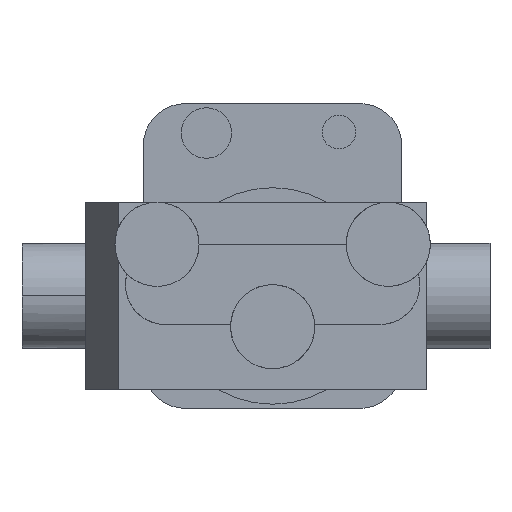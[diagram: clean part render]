
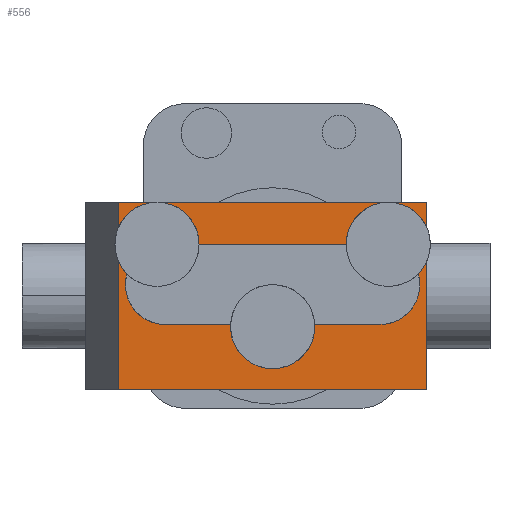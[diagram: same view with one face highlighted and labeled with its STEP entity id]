
A CAD part, front view. The second image highlights one B-rep face of the part: STEP entity #556.
In plain terms, the highlighted planar face has unit normal (0, -1, 0).
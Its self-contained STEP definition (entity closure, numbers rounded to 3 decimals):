
#49 = CARTESIAN_POINT ( 'NONE',  ( 25.5, 0., 15.5 ) ) ;
#81 = ORIENTED_EDGE ( 'NONE', *, *, #995, .F. ) ;
#117 = DIRECTION ( 'NONE',  ( 0., 0., 1. ) ) ;
#135 = DIRECTION ( 'NONE',  ( 0., 1., 0. ) ) ;
#230 = CARTESIAN_POINT ( 'NONE',  ( -25.5, 0., 34.5 ) ) ;
#234 = DIRECTION ( 'NONE',  ( 1., 0., 0. ) ) ;
#238 = CARTESIAN_POINT ( 'NONE',  ( -36.7, 0., -14.4 ) ) ;
#244 = ORIENTED_EDGE ( 'NONE', *, *, #1359, .F. ) ;
#258 = EDGE_CURVE ( 'NONE', #1521, #2227, #2565, .T. ) ;
#296 = AXIS2_PLACEMENT_3D ( 'NONE', #321, #1621, #566 ) ;
#316 = DIRECTION ( 'NONE',  ( 0., 0., -1. ) ) ;
#321 = CARTESIAN_POINT ( 'NONE',  ( 25.5, 0., 25. ) ) ;
#391 = VECTOR ( 'NONE', #234, 1000. ) ;
#442 = CARTESIAN_POINT ( 'NONE',  ( 36.7, 0., 0. ) ) ;
#444 = CARTESIAN_POINT ( 'NONE',  ( -25.5, 0., 25. ) ) ;
#449 = DIRECTION ( 'NONE',  ( 1., 0., 0. ) ) ;
#458 = LINE ( 'NONE', #2273, #391 ) ;
#556 = ADVANCED_FACE ( 'NONE', ( #1418, #869 ), #1262, .F. ) ;
#566 = DIRECTION ( 'NONE',  ( 0., 0., -1. ) ) ;
#649 = DIRECTION ( 'NONE',  ( 0., 0., -1. ) ) ;
#650 = CARTESIAN_POINT ( 'NONE',  ( -36.7, 0., 0. ) ) ;
#679 = VECTOR ( 'NONE', #449, 1000. ) ;
#721 = AXIS2_PLACEMENT_3D ( 'NONE', #1566, #135, #117 ) ;
#736 = CARTESIAN_POINT ( 'NONE',  ( 36.7, 0., 44.6 ) ) ;
#738 = LINE ( 'NONE', #49, #679 ) ;
#865 = VECTOR ( 'NONE', #1656, 1000. ) ;
#869 = FACE_BOUND ( 'NONE', #2494, .T. ) ;
#879 = ORIENTED_EDGE ( 'NONE', *, *, #1237, .F. ) ;
#900 = VERTEX_POINT ( 'NONE', #1005 ) ;
#907 = ORIENTED_EDGE ( 'NONE', *, *, #2600, .F. ) ;
#908 = EDGE_LOOP ( 'NONE', ( #81, #1286, #2316, #244 ) ) ;
#950 = CARTESIAN_POINT ( 'NONE',  ( -25.5, 0., 15.5 ) ) ;
#957 = VERTEX_POINT ( 'NONE', #2137 ) ;
#975 = VECTOR ( 'NONE', #1405, 1000. ) ;
#988 = DIRECTION ( 'NONE',  ( -1., 0., 0. ) ) ;
#995 = EDGE_CURVE ( 'NONE', #2073, #900, #458, .T. ) ;
#1005 = CARTESIAN_POINT ( 'NONE',  ( 36.7, 0., 44.6 ) ) ;
#1170 = CARTESIAN_POINT ( 'NONE',  ( -36.7, 0., 44.6 ) ) ;
#1192 = VECTOR ( 'NONE', #316, 1000. ) ;
#1237 = EDGE_CURVE ( 'NONE', #957, #2192, #1446, .T. ) ;
#1254 = LINE ( 'NONE', #736, #1192 ) ;
#1257 = LINE ( 'NONE', #2176, #2245 ) ;
#1262 = PLANE ( 'NONE',  #721 ) ;
#1286 = ORIENTED_EDGE ( 'NONE', *, *, #2547, .F. ) ;
#1293 = AXIS2_PLACEMENT_3D ( 'NONE', #444, #1871, #649 ) ;
#1314 = CIRCLE ( 'NONE', #1293, 9.5 ) ;
#1359 = EDGE_CURVE ( 'NONE', #900, #2227, #1254, .T. ) ;
#1383 = ORIENTED_EDGE ( 'NONE', *, *, #1770, .F. ) ;
#1405 = DIRECTION ( 'NONE',  ( 1., 0., 0. ) ) ;
#1418 = FACE_OUTER_BOUND ( 'NONE', #908, .T. ) ;
#1446 = CIRCLE ( 'NONE', #296, 9.5 ) ;
#1478 = LINE ( 'NONE', #238, #865 ) ;
#1521 = VERTEX_POINT ( 'NONE', #650 ) ;
#1566 = CARTESIAN_POINT ( 'NONE',  ( -36.7, 0., 44.6 ) ) ;
#1613 = CARTESIAN_POINT ( 'NONE',  ( -36.7, 0., 0. ) ) ;
#1621 = DIRECTION ( 'NONE',  ( 0., -1., 0. ) ) ;
#1627 = VERTEX_POINT ( 'NONE', #950 ) ;
#1656 = DIRECTION ( 'NONE',  ( 0., 0., 1. ) ) ;
#1761 = VERTEX_POINT ( 'NONE', #230 ) ;
#1770 = EDGE_CURVE ( 'NONE', #1761, #1627, #1314, .T. ) ;
#1871 = DIRECTION ( 'NONE',  ( 0., -1., 0. ) ) ;
#2073 = VERTEX_POINT ( 'NONE', #1170 ) ;
#2137 = CARTESIAN_POINT ( 'NONE',  ( 25.5, 0., 15.5 ) ) ;
#2176 = CARTESIAN_POINT ( 'NONE',  ( -25.5, 0., 34.5 ) ) ;
#2192 = VERTEX_POINT ( 'NONE', #2234 ) ;
#2227 = VERTEX_POINT ( 'NONE', #442 ) ;
#2234 = CARTESIAN_POINT ( 'NONE',  ( 25.5, 0., 34.5 ) ) ;
#2245 = VECTOR ( 'NONE', #988, 1000. ) ;
#2273 = CARTESIAN_POINT ( 'NONE',  ( -44.6, 0., 44.6 ) ) ;
#2316 = ORIENTED_EDGE ( 'NONE', *, *, #258, .T. ) ;
#2366 = EDGE_CURVE ( 'NONE', #2192, #1761, #1257, .T. ) ;
#2393 = ORIENTED_EDGE ( 'NONE', *, *, #2366, .F. ) ;
#2494 = EDGE_LOOP ( 'NONE', ( #1383, #2393, #879, #907 ) ) ;
#2547 = EDGE_CURVE ( 'NONE', #1521, #2073, #1478, .T. ) ;
#2565 = LINE ( 'NONE', #1613, #975 ) ;
#2600 = EDGE_CURVE ( 'NONE', #1627, #957, #738, .T. ) ;
